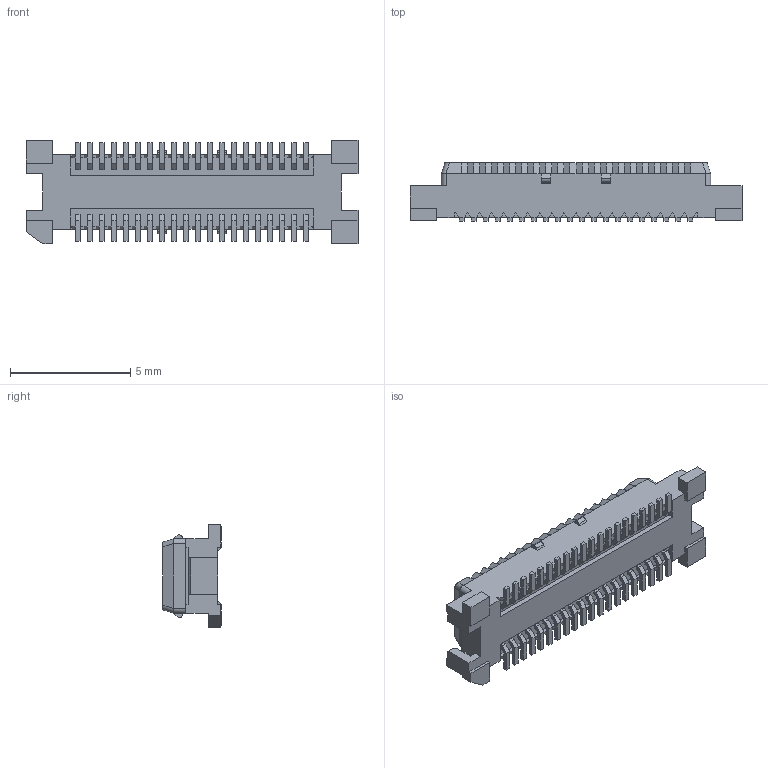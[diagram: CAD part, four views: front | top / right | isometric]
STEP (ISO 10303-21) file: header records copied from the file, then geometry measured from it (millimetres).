
FILE_DESCRIPTION((''),'2;1');
FILE_NAME('537480408','2018-05-15T',('ksrinivasara'),(''),'PRO/ENGINEER BY PARAMETRIC TECHNOLOGY CORPORATION, 2012310','PRO/ENGINEER BY PARAMETRIC TECHNOLOGY CORPORATION, 2012310','');
FILE_SCHEMA(('CONFIG_CONTROL_DESIGN'));
Length unit declared in the file: millimetre
Products named in the file (1): 537480408
Bounding box: 13.8 x 2.42 x 4.3 mm (x, y, z)
Volume: 50.3 mm3; surface area: 304.2 mm2
Topology: 1 solids, 1 shells, 1230 faces, 3793 edges, 2366 vertices
Faces by surface type: plane 1218, cylinder 12
Entity records: 40856 total; most frequent: CARTESIAN_POINT 7286, ORIENTED_EDGE 7266, DIRECTION 6251, VECTOR 3765, LINE 3765, EDGE_CURVE 3633, VERTEX_POINT 2206, EDGE_LOOP 1271
